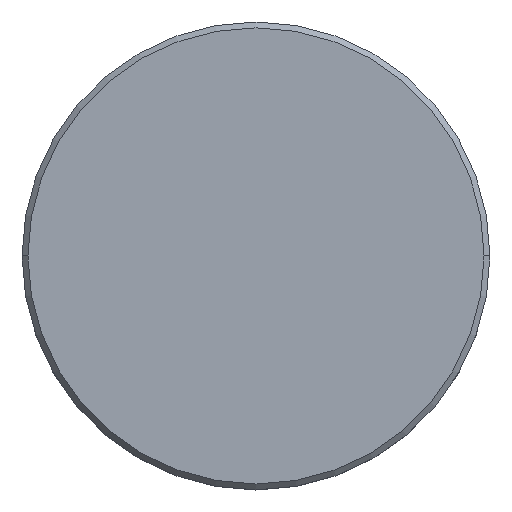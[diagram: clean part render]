
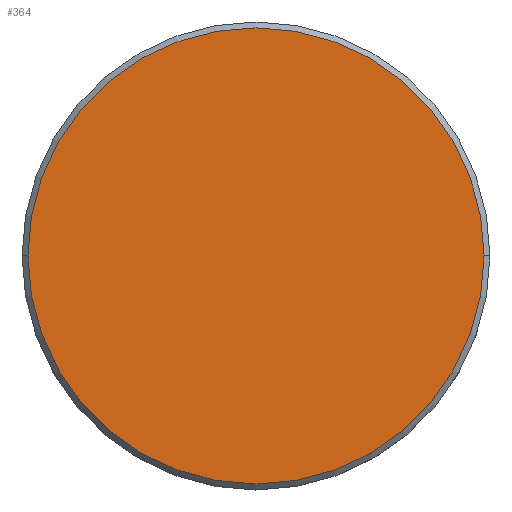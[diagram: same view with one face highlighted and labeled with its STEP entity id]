
A CAD part, top view. The second image highlights one B-rep face of the part: STEP entity #364.
In plain terms, the highlighted planar face has unit normal (0, 0, 1).
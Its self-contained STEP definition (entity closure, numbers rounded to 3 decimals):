
#73 = AXIS2_PLACEMENT_3D ( 'NONE', #677, #929, #1127 ) ;
#161 = CARTESIAN_POINT ( 'NONE',  ( 19.5, 0., 0. ) ) ;
#167 = PLANE ( 'NONE',  #580 ) ;
#233 = CARTESIAN_POINT ( 'NONE',  ( 0., 0., 0. ) ) ;
#249 = DIRECTION ( 'NONE',  ( 0., 0., 1. ) ) ;
#269 = ORIENTED_EDGE ( 'NONE', *, *, #723, .T. ) ;
#364 = ADVANCED_FACE ( 'NONE', ( #988 ), #167, .T. ) ;
#379 = VERTEX_POINT ( 'NONE', #448 ) ;
#387 = EDGE_LOOP ( 'NONE', ( #269, #1069 ) ) ;
#435 = AXIS2_PLACEMENT_3D ( 'NONE', #233, #249, #781 ) ;
#448 = CARTESIAN_POINT ( 'NONE',  ( -19.5, 0., 0. ) ) ;
#535 = DIRECTION ( 'NONE',  ( 0., 0., 1. ) ) ;
#541 = CIRCLE ( 'NONE', #73, 19.5 ) ;
#580 = AXIS2_PLACEMENT_3D ( 'NONE', #812, #535, #892 ) ;
#607 = EDGE_CURVE ( 'NONE', #886, #379, #541, .T. ) ;
#677 = CARTESIAN_POINT ( 'NONE',  ( 0., 0., 0. ) ) ;
#723 = EDGE_CURVE ( 'NONE', #379, #886, #843, .T. ) ;
#781 = DIRECTION ( 'NONE',  ( 1., 0., 0. ) ) ;
#812 = CARTESIAN_POINT ( 'NONE',  ( 0., 0., 0. ) ) ;
#843 = CIRCLE ( 'NONE', #435, 19.5 ) ;
#886 = VERTEX_POINT ( 'NONE', #161 ) ;
#892 = DIRECTION ( 'NONE',  ( 1., 0., 0. ) ) ;
#929 = DIRECTION ( 'NONE',  ( 0., 0., 1. ) ) ;
#988 = FACE_OUTER_BOUND ( 'NONE', #387, .T. ) ;
#1069 = ORIENTED_EDGE ( 'NONE', *, *, #607, .T. ) ;
#1127 = DIRECTION ( 'NONE',  ( 1., 0., 0. ) ) ;
